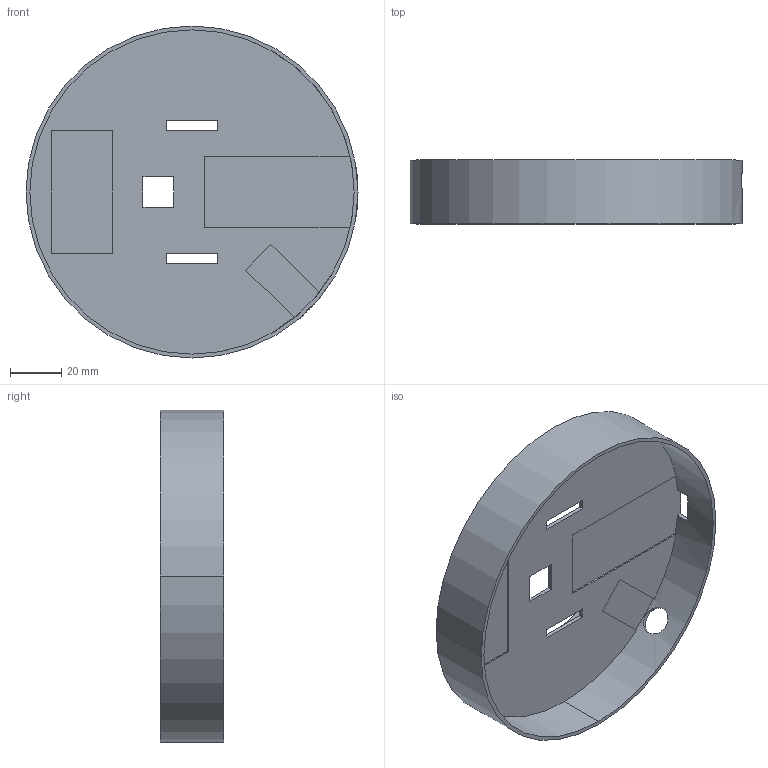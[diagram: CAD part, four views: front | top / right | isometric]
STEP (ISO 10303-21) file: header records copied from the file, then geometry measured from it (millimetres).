
FILE_DESCRIPTION((''),'2;1');
FILE_NAME('BASE_PORTALE','2022-12-21T19:06:36',('alexb'),(''),'CREO PARAMETRIC BY PTC INC, 2022164','CREO PARAMETRIC BY PTC INC, 2022164','');
FILE_SCHEMA(('CONFIG_CONTROL_DESIGN'));
Length unit declared in the file: millimetre
Products named in the file (1): BASE_PORTALE
Bounding box: 130 x 25 x 130 mm (x, y, z)
Volume: 73469.9 mm3; surface area: 44876.4 mm2
Topology: 1 solids, 1 shells, 40 faces, 111 edges, 74 vertices
Faces by surface type: plane 32, cylinder 8
Entity records: 1401 total; most frequent: CARTESIAN_POINT 299, ORIENTED_EDGE 222, DIRECTION 209, EDGE_CURVE 111, VECTOR 85, LINE 85, VERTEX_POINT 74, AXIS2_PLACEMENT_3D 62
